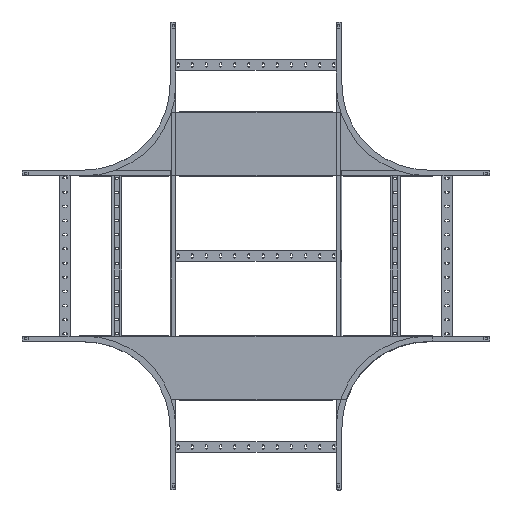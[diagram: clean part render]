
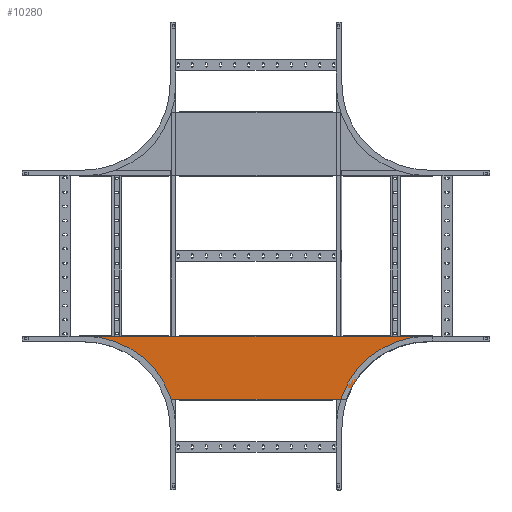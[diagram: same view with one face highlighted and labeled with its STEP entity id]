
A CAD part, top view. The second image highlights one B-rep face of the part: STEP entity #10280.
In plain terms, the highlighted face is planar.
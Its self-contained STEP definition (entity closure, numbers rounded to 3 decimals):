
#3 = ORIENTED_EDGE ( 'NONE', *, *, #10203, .F. ) ;
#48 = LINE ( 'NONE', #607, #2447 ) ;
#130 = DIRECTION ( 'NONE',  ( -1., 0., 0. ) ) ;
#242 = ORIENTED_EDGE ( 'NONE', *, *, #8691, .F. ) ;
#345 = EDGE_CURVE ( 'NONE', #656, #5674, #3106, .T. ) ;
#368 = VECTOR ( 'NONE', #7646, 1000. ) ;
#607 = CARTESIAN_POINT ( 'NONE',  ( 615.4, -1.2, -395.4 ) ) ;
#656 = VERTEX_POINT ( 'NONE', #7153 ) ;
#738 = LINE ( 'NONE', #6891, #368 ) ;
#782 = VERTEX_POINT ( 'NONE', #5707 ) ;
#873 = EDGE_CURVE ( 'NONE', #8273, #4475, #5102, .T. ) ;
#1421 = DIRECTION ( 'NONE',  ( 0., 1., 0. ) ) ;
#1459 = EDGE_CURVE ( 'NONE', #4521, #6278, #1955, .T. ) ;
#1730 = DIRECTION ( 'NONE',  ( 1., 0., 0. ) ) ;
#1762 = ORIENTED_EDGE ( 'NONE', *, *, #4270, .F. ) ;
#1797 = ORIENTED_EDGE ( 'NONE', *, *, #873, .T. ) ;
#1869 = DIRECTION ( 'NONE',  ( -1., 0., 0. ) ) ;
#1955 = CIRCLE ( 'NONE', #10184, 5. ) ;
#2161 = DIRECTION ( 'NONE',  ( 0., 0., -1. ) ) ;
#2301 = VERTEX_POINT ( 'NONE', #7862 ) ;
#2447 = VECTOR ( 'NONE', #2161, 1000. ) ;
#2800 = LINE ( 'NONE', #6572, #3176 ) ;
#2859 = EDGE_CURVE ( 'NONE', #782, #5674, #2800, .T. ) ;
#3021 = DIRECTION ( 'NONE',  ( 0., 0., 1. ) ) ;
#3106 = CIRCLE ( 'NONE', #7899, 301.8 ) ;
#3176 = VECTOR ( 'NONE', #1869, 1000. ) ;
#3213 = EDGE_LOOP ( 'NONE', ( #3, #1797, #8185, #242, #4894, #5784, #4420, #7434, #1762, #5561 ) ) ;
#3408 = CARTESIAN_POINT ( 'NONE',  ( -787., -1.2, -393.2 ) ) ;
#3442 = CARTESIAN_POINT ( 'NONE',  ( 610.4, -1.2, -380. ) ) ;
#3480 = DIRECTION ( 'NONE',  ( 0., 0., 1. ) ) ;
#3720 = VECTOR ( 'NONE', #1730, 1000. ) ;
#3814 = CARTESIAN_POINT ( 'NONE',  ( -599.538, -1.2, -73.2 ) ) ;
#3933 = CARTESIAN_POINT ( 'NONE',  ( -610.4, -1.2, -375. ) ) ;
#4270 = EDGE_CURVE ( 'NONE', #2301, #6278, #6761, .T. ) ;
#4400 = CARTESIAN_POINT ( 'NONE',  ( -610.4, -1.2, -380. ) ) ;
#4420 = ORIENTED_EDGE ( 'NONE', *, *, #4919, .F. ) ;
#4475 = VERTEX_POINT ( 'NONE', #4745 ) ;
#4506 = DIRECTION ( 'NONE',  ( 0., 0., 1. ) ) ;
#4521 = VERTEX_POINT ( 'NONE', #3933 ) ;
#4522 = VECTOR ( 'NONE', #3021, 1000. ) ;
#4745 = CARTESIAN_POINT ( 'NONE',  ( 610.4, -1.2, -375. ) ) ;
#4894 = ORIENTED_EDGE ( 'NONE', *, *, #2859, .T. ) ;
#4919 = EDGE_CURVE ( 'NONE', #4521, #656, #738, .T. ) ;
#5102 = CIRCLE ( 'NONE', #9510, 5. ) ;
#5217 = DIRECTION ( 'NONE',  ( 0., -1., 0. ) ) ;
#5561 = ORIENTED_EDGE ( 'NONE', *, *, #5834, .F. ) ;
#5674 = VERTEX_POINT ( 'NONE', #8046 ) ;
#5707 = CARTESIAN_POINT ( 'NONE',  ( 314.787, -1.2, -173.2 ) ) ;
#5784 = ORIENTED_EDGE ( 'NONE', *, *, #345, .F. ) ;
#5834 = EDGE_CURVE ( 'NONE', #5976, #2301, #6848, .T. ) ;
#5835 = LINE ( 'NONE', #6504, #3720 ) ;
#5976 = VERTEX_POINT ( 'NONE', #9860 ) ;
#6207 = CARTESIAN_POINT ( 'NONE',  ( -599.538, -1.2, -73.2 ) ) ;
#6278 = VERTEX_POINT ( 'NONE', #8443 ) ;
#6282 = DIRECTION ( 'NONE',  ( 0., -1., 0. ) ) ;
#6504 = CARTESIAN_POINT ( 'NONE',  ( 599.538, -1.2, -375. ) ) ;
#6572 = CARTESIAN_POINT ( 'NONE',  ( -560., -1.2, -173.2 ) ) ;
#6761 = LINE ( 'NONE', #8560, #4522 ) ;
#6848 = LINE ( 'NONE', #3408, #7340 ) ;
#6891 = CARTESIAN_POINT ( 'NONE',  ( -599.538, -1.2, -375. ) ) ;
#7047 = DIRECTION ( 'NONE',  ( 0., 0., -1. ) ) ;
#7153 = CARTESIAN_POINT ( 'NONE',  ( -599.538, -1.2, -375. ) ) ;
#7258 = DIRECTION ( 'NONE',  ( 0., 0., 1. ) ) ;
#7333 = CIRCLE ( 'NONE', #7762, 301.8 ) ;
#7340 = VECTOR ( 'NONE', #130, 1000. ) ;
#7434 = ORIENTED_EDGE ( 'NONE', *, *, #1459, .T. ) ;
#7646 = DIRECTION ( 'NONE',  ( 1., 0., 0. ) ) ;
#7758 = CARTESIAN_POINT ( 'NONE',  ( 599.538, -1.2, -73.2 ) ) ;
#7762 = AXIS2_PLACEMENT_3D ( 'NONE', #7758, #6282, #7047 ) ;
#7862 = CARTESIAN_POINT ( 'NONE',  ( -615.4, -1.2, -393.2 ) ) ;
#7899 = AXIS2_PLACEMENT_3D ( 'NONE', #3814, #9372, #7258 ) ;
#8046 = CARTESIAN_POINT ( 'NONE',  ( -314.787, -1.2, -173.2 ) ) ;
#8185 = ORIENTED_EDGE ( 'NONE', *, *, #9214, .F. ) ;
#8255 = DIRECTION ( 'NONE',  ( 0., -1., 0. ) ) ;
#8273 = VERTEX_POINT ( 'NONE', #10259 ) ;
#8443 = CARTESIAN_POINT ( 'NONE',  ( -615.4, -1.2, -380. ) ) ;
#8560 = CARTESIAN_POINT ( 'NONE',  ( -615.4, -1.2, -395.4 ) ) ;
#8691 = EDGE_CURVE ( 'NONE', #782, #9120, #7333, .T. ) ;
#8904 = FACE_OUTER_BOUND ( 'NONE', #3213, .T. ) ;
#9120 = VERTEX_POINT ( 'NONE', #9374 ) ;
#9214 = EDGE_CURVE ( 'NONE', #9120, #4475, #5835, .T. ) ;
#9372 = DIRECTION ( 'NONE',  ( 0., -1., 0. ) ) ;
#9374 = CARTESIAN_POINT ( 'NONE',  ( 599.538, -1.2, -375. ) ) ;
#9388 = AXIS2_PLACEMENT_3D ( 'NONE', #6207, #1421, #9425 ) ;
#9425 = DIRECTION ( 'NONE',  ( 0., 0., 1. ) ) ;
#9510 = AXIS2_PLACEMENT_3D ( 'NONE', #3442, #8255, #3480 ) ;
#9860 = CARTESIAN_POINT ( 'NONE',  ( 615.4, -1.2, -393.2 ) ) ;
#10163 = PLANE ( 'NONE',  #9388 ) ;
#10184 = AXIS2_PLACEMENT_3D ( 'NONE', #4400, #5217, #4506 ) ;
#10203 = EDGE_CURVE ( 'NONE', #8273, #5976, #48, .T. ) ;
#10259 = CARTESIAN_POINT ( 'NONE',  ( 615.4, -1.2, -380. ) ) ;
#10280 = ADVANCED_FACE ( 'NONE', ( #8904 ), #10163, .F. ) ;
